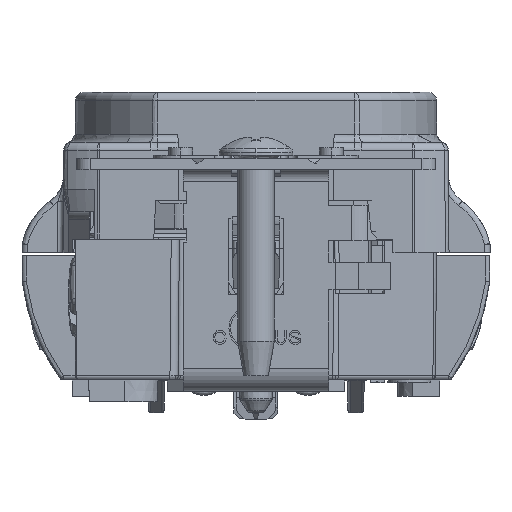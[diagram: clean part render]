
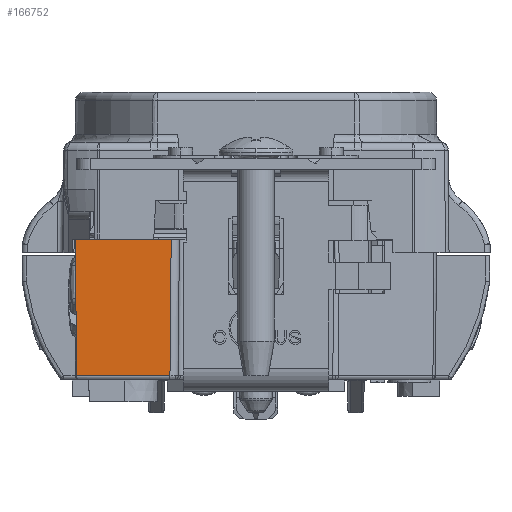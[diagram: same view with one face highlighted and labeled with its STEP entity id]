
A CAD part, front view. The second image highlights one B-rep face of the part: STEP entity #166752.
In plain terms, the highlighted planar face has unit normal (0, -1, -0.009).
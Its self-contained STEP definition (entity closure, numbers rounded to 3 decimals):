
#2626 = VECTOR ( 'NONE', #149720, 1000. ) ;
#9540 = VERTEX_POINT ( 'NONE', #77067 ) ;
#11353 = LINE ( 'NONE', #135143, #2626 ) ;
#20114 = CARTESIAN_POINT ( 'NONE',  ( -18.296, -41.914, 14.43 ) ) ;
#25411 = ORIENTED_EDGE ( 'NONE', *, *, #93009, .F. ) ;
#26914 = VECTOR ( 'NONE', #81602, 1000. ) ;
#35539 = EDGE_LOOP ( 'NONE', ( #25411, #41014, #48204, #121264 ) ) ;
#39037 = EDGE_CURVE ( 'NONE', #9540, #174595, #118419, .T. ) ;
#41014 = ORIENTED_EDGE ( 'NONE', *, *, #39037, .T. ) ;
#44263 = CARTESIAN_POINT ( 'NONE',  ( -9.517, -41.803, 1.727 ) ) ;
#48204 = ORIENTED_EDGE ( 'NONE', *, *, #162320, .T. ) ;
#61846 = CARTESIAN_POINT ( 'NONE',  ( -9.407, -41.913, 14.352 ) ) ;
#68362 = LINE ( 'NONE', #20114, #107505 ) ;
#76066 = VERTEX_POINT ( 'NONE', #123041 ) ;
#77067 = CARTESIAN_POINT ( 'NONE',  ( -18.185, -41.803, 1.727 ) ) ;
#81602 = DIRECTION ( 'NONE',  ( 1., 0., 0. ) ) ;
#84304 = CARTESIAN_POINT ( 'NONE',  ( -18.296, -41.914, 14.43 ) ) ;
#93009 = EDGE_CURVE ( 'NONE', #9540, #148877, #11353, .T. ) ;
#93166 = CARTESIAN_POINT ( 'NONE',  ( -9.52, -41.803, 1.727 ) ) ;
#93418 = DIRECTION ( 'NONE',  ( 0., -1., -0.009 ) ) ;
#101661 = DIRECTION ( 'NONE',  ( 1., 0., 0. ) ) ;
#107505 = VECTOR ( 'NONE', #101661, 1000. ) ;
#118419 = LINE ( 'NONE', #93166, #26914 ) ;
#121264 = ORIENTED_EDGE ( 'NONE', *, *, #179532, .F. ) ;
#122935 = VECTOR ( 'NONE', #165037, 1000. ) ;
#123041 = CARTESIAN_POINT ( 'NONE',  ( -9.406, -41.914, 14.43 ) ) ;
#125020 = LINE ( 'NONE', #61846, #122935 ) ;
#126311 = FACE_OUTER_BOUND ( 'NONE', #35539, .T. ) ;
#135143 = CARTESIAN_POINT ( 'NONE',  ( -18.296, -41.914, 14.43 ) ) ;
#138079 = AXIS2_PLACEMENT_3D ( 'NONE', #176907, #93418, #175628 ) ;
#148877 = VERTEX_POINT ( 'NONE', #84304 ) ;
#149720 = DIRECTION ( 'NONE',  ( -0.009, -0.009, 1. ) ) ;
#161634 = PLANE ( 'NONE',  #138079 ) ;
#162320 = EDGE_CURVE ( 'NONE', #174595, #76066, #125020, .T. ) ;
#165037 = DIRECTION ( 'NONE',  ( 0.009, -0.009, 1. ) ) ;
#166752 = ADVANCED_FACE ( 'NONE', ( #126311 ), #161634, .T. ) ;
#174595 = VERTEX_POINT ( 'NONE', #44263 ) ;
#175628 = DIRECTION ( 'NONE',  ( 0., 0.009, -1. ) ) ;
#176907 = CARTESIAN_POINT ( 'NONE',  ( -18.296, -41.914, 14.43 ) ) ;
#179532 = EDGE_CURVE ( 'NONE', #148877, #76066, #68362, .T. ) ;
